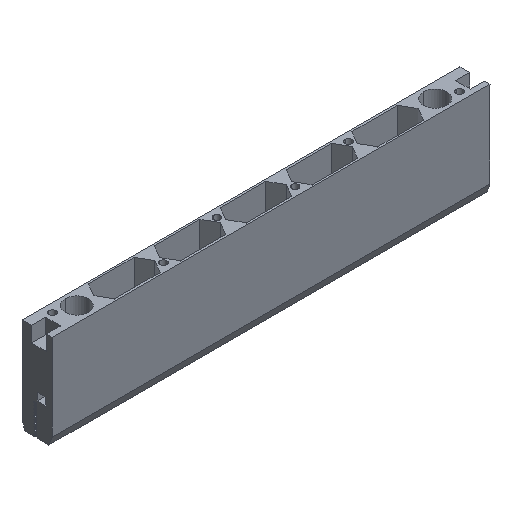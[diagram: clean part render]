
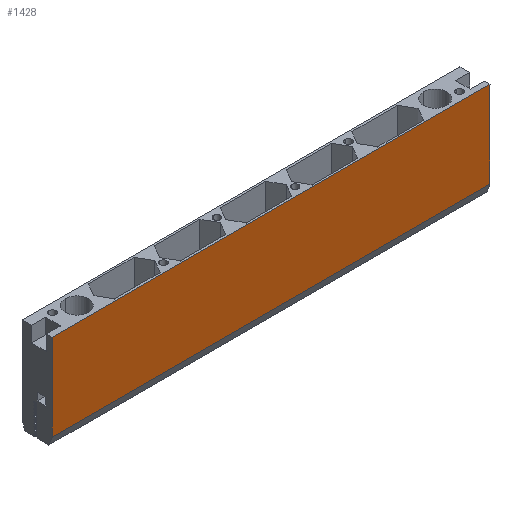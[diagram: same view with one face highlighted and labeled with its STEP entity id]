
A CAD part, isometric view. The second image highlights one B-rep face of the part: STEP entity #1428.
In plain terms, the highlighted planar face has unit normal (0, -1, 0).
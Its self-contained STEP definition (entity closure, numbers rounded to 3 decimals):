
#776 = EDGE_CURVE ( 'NONE', #1969, #2007, #4186, .T. ) ;
#829 = EDGE_CURVE ( 'NONE', #2021, #2043, #4279, .T. ) ;
#921 = EDGE_CURVE ( 'NONE', #2021, #1969, #5893, .T. ) ;
#954 = EDGE_CURVE ( 'NONE', #2007, #2043, #5946, .T. ) ;
#1428 = ADVANCED_FACE ( 'NONE', ( #6520 ), #7463, .F. ) ;
#1969 = VERTEX_POINT ( 'NONE', #8755 ) ;
#2007 = VERTEX_POINT ( 'NONE', #8744 ) ;
#2021 = VERTEX_POINT ( 'NONE', #8757 ) ;
#2043 = VERTEX_POINT ( 'NONE', #8797 ) ;
#3053 = CARTESIAN_POINT ( 'NONE',  ( 286., -9.8, -40.8 ) ) ;
#3073 = DIRECTION ( 'NONE',  ( 0., 0., 1. ) ) ;
#4185 = VECTOR ( 'NONE', #3073, 1000. ) ;
#4186 = LINE ( 'NONE', #3053, #4185 ) ;
#4262 = VECTOR ( 'NONE', #4542, 1000. ) ;
#4279 = LINE ( 'NONE', #4512, #4262 ) ;
#4474 = EDGE_LOOP ( 'NONE', ( #9691, #9737, #9767, #9776 ) ) ;
#4512 = CARTESIAN_POINT ( 'NONE',  ( 0., -9.8, -40.8 ) ) ;
#4542 = DIRECTION ( 'NONE',  ( 0., 0., 1. ) ) ;
#4799 = CARTESIAN_POINT ( 'NONE',  ( 0., -9.8, -35.305 ) ) ;
#4806 = DIRECTION ( 'NONE',  ( 1., 0., 0. ) ) ;
#5020 = CARTESIAN_POINT ( 'NONE',  ( 0., -9.8, 21.2 ) ) ;
#5044 = DIRECTION ( 'NONE',  ( -1., 0., 0. ) ) ;
#5893 = LINE ( 'NONE', #4799, #5931 ) ;
#5931 = VECTOR ( 'NONE', #4806, 1000. ) ;
#5938 = VECTOR ( 'NONE', #5044, 1000. ) ;
#5946 = LINE ( 'NONE', #5020, #5938 ) ;
#6520 = FACE_OUTER_BOUND ( 'NONE', #4474, .T. ) ;
#7025 = AXIS2_PLACEMENT_3D ( 'NONE', #7455, #7418, #7458 ) ;
#7418 = DIRECTION ( 'NONE',  ( 0., 1., 0. ) ) ;
#7455 = CARTESIAN_POINT ( 'NONE',  ( 0., -9.8, -40.8 ) ) ;
#7458 = DIRECTION ( 'NONE',  ( 1., 0., 0. ) ) ;
#7463 = PLANE ( 'NONE',  #7025 ) ;
#8744 = CARTESIAN_POINT ( 'NONE',  ( 286., -9.8, 21.2 ) ) ;
#8755 = CARTESIAN_POINT ( 'NONE',  ( 286., -9.8, -35.305 ) ) ;
#8757 = CARTESIAN_POINT ( 'NONE',  ( 0., -9.8, -35.305 ) ) ;
#8797 = CARTESIAN_POINT ( 'NONE',  ( 0., -9.8, 21.2 ) ) ;
#9691 = ORIENTED_EDGE ( 'NONE', *, *, #829, .F. ) ;
#9737 = ORIENTED_EDGE ( 'NONE', *, *, #921, .T. ) ;
#9767 = ORIENTED_EDGE ( 'NONE', *, *, #776, .T. ) ;
#9776 = ORIENTED_EDGE ( 'NONE', *, *, #954, .T. ) ;
